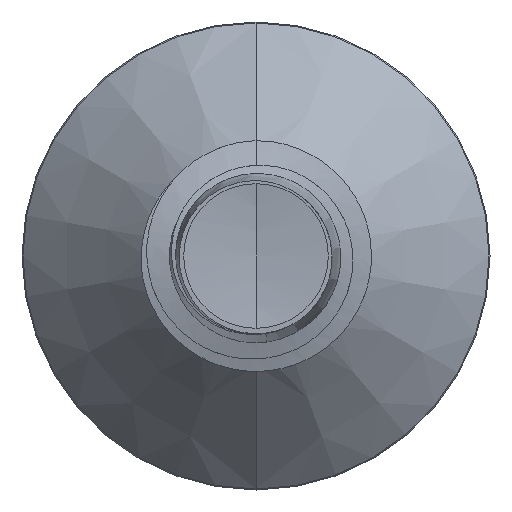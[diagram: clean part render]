
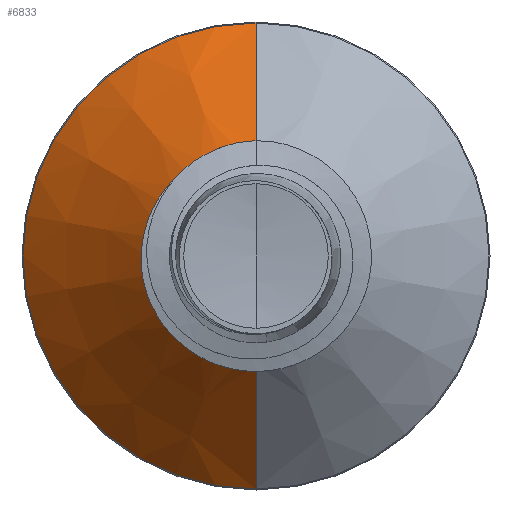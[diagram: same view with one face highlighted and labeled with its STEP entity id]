
A CAD part, front view. The second image highlights one B-rep face of the part: STEP entity #6833.
In plain terms, the highlighted conical face has half-angle 45 degrees and reference radius 0.859 mm.
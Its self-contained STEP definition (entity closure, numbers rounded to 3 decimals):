
#110 = DIRECTION ( 'NONE',  ( 0., 1., 0. ) ) ;
#274 = CIRCLE ( 'NONE', #2560, 0.859 ) ;
#604 = CIRCLE ( 'NONE', #4485, 1.817 ) ;
#658 = ORIENTED_EDGE ( 'NONE', *, *, #7560, .F. ) ;
#906 = DIRECTION ( 'NONE',  ( 0., 0., 1. ) ) ;
#955 = ORIENTED_EDGE ( 'NONE', *, *, #2091, .T. ) ;
#990 = DIRECTION ( 'NONE',  ( 0., 1., 0. ) ) ;
#1351 = LINE ( 'NONE', #2172, #6201 ) ;
#1567 = CARTESIAN_POINT ( 'NONE',  ( 0., 1.642, 1.817 ) ) ;
#1983 = FACE_OUTER_BOUND ( 'NONE', #6438, .T. ) ;
#2091 = EDGE_CURVE ( 'NONE', #3423, #5505, #1351, .T. ) ;
#2092 = CARTESIAN_POINT ( 'NONE',  ( 0., 0.684, 0.859 ) ) ;
#2172 = CARTESIAN_POINT ( 'NONE',  ( 0., 0.684, 0.859 ) ) ;
#2346 = EDGE_CURVE ( 'NONE', #6585, #3423, #274, .T. ) ;
#2560 = AXIS2_PLACEMENT_3D ( 'NONE', #2919, #7244, #3536 ) ;
#2803 = DIRECTION ( 'NONE',  ( 0., 0.707, 0.707 ) ) ;
#2874 = VECTOR ( 'NONE', #4333, 1000. ) ;
#2919 = CARTESIAN_POINT ( 'NONE',  ( 0., 0.684, 0. ) ) ;
#3423 = VERTEX_POINT ( 'NONE', #2092 ) ;
#3536 = DIRECTION ( 'NONE',  ( 0., 0., 1. ) ) ;
#3802 = ORIENTED_EDGE ( 'NONE', *, *, #2346, .T. ) ;
#3819 = AXIS2_PLACEMENT_3D ( 'NONE', #6872, #990, #906 ) ;
#3863 = CARTESIAN_POINT ( 'NONE',  ( 0., 1.642, 0. ) ) ;
#4333 = DIRECTION ( 'NONE',  ( 0., 0.707, -0.707 ) ) ;
#4485 = AXIS2_PLACEMENT_3D ( 'NONE', #3863, #110, #4496 ) ;
#4496 = DIRECTION ( 'NONE',  ( 0., 0., 1. ) ) ;
#4677 = CARTESIAN_POINT ( 'NONE',  ( 0., 1.642, -1.817 ) ) ;
#4955 = CARTESIAN_POINT ( 'NONE',  ( 0., 0.684, -0.859 ) ) ;
#5276 = CARTESIAN_POINT ( 'NONE',  ( 0., 0.684, -0.859 ) ) ;
#5505 = VERTEX_POINT ( 'NONE', #1567 ) ;
#5512 = ORIENTED_EDGE ( 'NONE', *, *, #7358, .F. ) ;
#5967 = LINE ( 'NONE', #4955, #2874 ) ;
#6201 = VECTOR ( 'NONE', #2803, 1000. ) ;
#6438 = EDGE_LOOP ( 'NONE', ( #5512, #3802, #955, #658 ) ) ;
#6556 = CONICAL_SURFACE ( 'NONE', #3819, 0.859, 0.785 ) ;
#6585 = VERTEX_POINT ( 'NONE', #5276 ) ;
#6833 = ADVANCED_FACE ( 'NONE', ( #1983 ), #6556, .T. ) ;
#6872 = CARTESIAN_POINT ( 'NONE',  ( 0., 0.684, 0. ) ) ;
#6918 = VERTEX_POINT ( 'NONE', #4677 ) ;
#7244 = DIRECTION ( 'NONE',  ( 0., 1., 0. ) ) ;
#7358 = EDGE_CURVE ( 'NONE', #6585, #6918, #5967, .T. ) ;
#7560 = EDGE_CURVE ( 'NONE', #6918, #5505, #604, .T. ) ;
